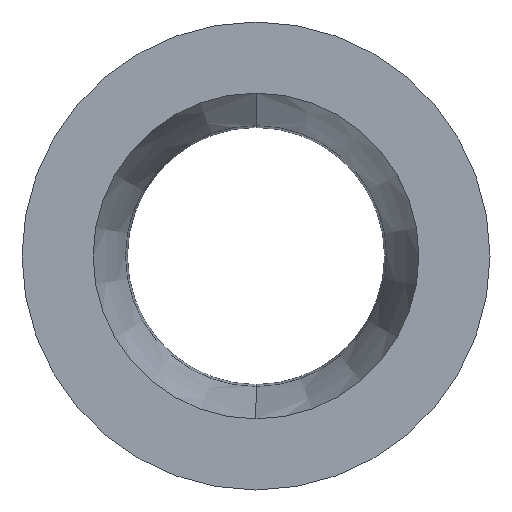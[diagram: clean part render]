
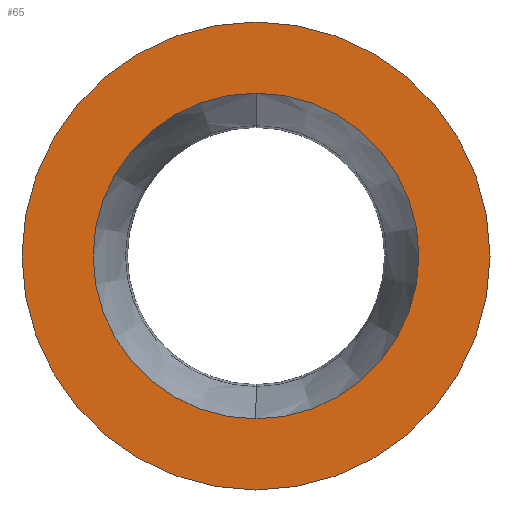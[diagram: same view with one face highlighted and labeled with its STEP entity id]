
A CAD part, left-side view. The second image highlights one B-rep face of the part: STEP entity #65.
In plain terms, the highlighted planar face has unit normal (-1, 0, 0).
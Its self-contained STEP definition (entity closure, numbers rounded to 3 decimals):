
#36 = DIRECTION ( 'NONE',  ( 0., 0., 1. ) ) ;
#50 = AXIS2_PLACEMENT_3D ( 'NONE', #480, #497, #495 ) ;
#58 = AXIS2_PLACEMENT_3D ( 'NONE', #566, #565, #547 ) ;
#65 = ADVANCED_FACE ( 'NONE', ( #190, #194 ), #796, .F. ) ;
#76 = CIRCLE ( 'NONE', #153, 26.1 ) ;
#87 = AXIS2_PLACEMENT_3D ( 'NONE', #637, #625, #600 ) ;
#98 = DIRECTION ( 'NONE',  ( -1., 0., 0. ) ) ;
#103 = CIRCLE ( 'NONE', #50, 37.5 ) ;
#105 = CARTESIAN_POINT ( 'NONE',  ( 0., 0., 0. ) ) ;
#111 = CIRCLE ( 'NONE', #58, 26.1 ) ;
#134 = CIRCLE ( 'NONE', #87, 37.5 ) ;
#149 = AXIS2_PLACEMENT_3D ( 'NONE', #741, #789, #766 ) ;
#153 = AXIS2_PLACEMENT_3D ( 'NONE', #105, #98, #36 ) ;
#190 = FACE_BOUND ( 'NONE', #443, .T. ) ;
#194 = FACE_OUTER_BOUND ( 'NONE', #705, .T. ) ;
#205 = CARTESIAN_POINT ( 'NONE',  ( 0., 0., -26.1 ) ) ;
#307 = CARTESIAN_POINT ( 'NONE',  ( 0., 0., 26.1 ) ) ;
#320 = EDGE_CURVE ( 'NONE', #598, #696, #134, .T. ) ;
#343 = EDGE_CURVE ( 'NONE', #442, #459, #111, .T. ) ;
#365 = EDGE_CURVE ( 'NONE', #696, #598, #103, .T. ) ;
#389 = CARTESIAN_POINT ( 'NONE',  ( 0., 0., -37.5 ) ) ;
#442 = VERTEX_POINT ( 'NONE', #205 ) ;
#443 = EDGE_LOOP ( 'NONE', ( #541, #662 ) ) ;
#459 = VERTEX_POINT ( 'NONE', #307 ) ;
#480 = CARTESIAN_POINT ( 'NONE',  ( 0., 0., 0. ) ) ;
#495 = DIRECTION ( 'NONE',  ( 0., 0., 1. ) ) ;
#497 = DIRECTION ( 'NONE',  ( -1., 0., 0. ) ) ;
#501 = EDGE_CURVE ( 'NONE', #459, #442, #76, .T. ) ;
#541 = ORIENTED_EDGE ( 'NONE', *, *, #501, .F. ) ;
#547 = DIRECTION ( 'NONE',  ( 0., 0., 1. ) ) ;
#565 = DIRECTION ( 'NONE',  ( -1., 0., 0. ) ) ;
#566 = CARTESIAN_POINT ( 'NONE',  ( 0., 0., 0. ) ) ;
#598 = VERTEX_POINT ( 'NONE', #628 ) ;
#600 = DIRECTION ( 'NONE',  ( 0., 0., 1. ) ) ;
#606 = ORIENTED_EDGE ( 'NONE', *, *, #365, .T. ) ;
#625 = DIRECTION ( 'NONE',  ( -1., 0., 0. ) ) ;
#628 = CARTESIAN_POINT ( 'NONE',  ( 0., 0., 37.5 ) ) ;
#637 = CARTESIAN_POINT ( 'NONE',  ( 0., 0., 0. ) ) ;
#644 = ORIENTED_EDGE ( 'NONE', *, *, #320, .T. ) ;
#662 = ORIENTED_EDGE ( 'NONE', *, *, #343, .F. ) ;
#696 = VERTEX_POINT ( 'NONE', #389 ) ;
#705 = EDGE_LOOP ( 'NONE', ( #644, #606 ) ) ;
#741 = CARTESIAN_POINT ( 'NONE',  ( 0., 26.1, 0. ) ) ;
#766 = DIRECTION ( 'NONE',  ( 0., 0., -1. ) ) ;
#789 = DIRECTION ( 'NONE',  ( 1., 0., 0. ) ) ;
#796 = PLANE ( 'NONE',  #149 ) ;
